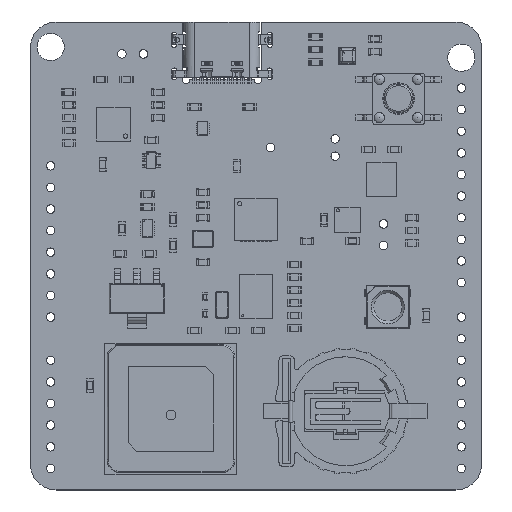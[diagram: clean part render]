
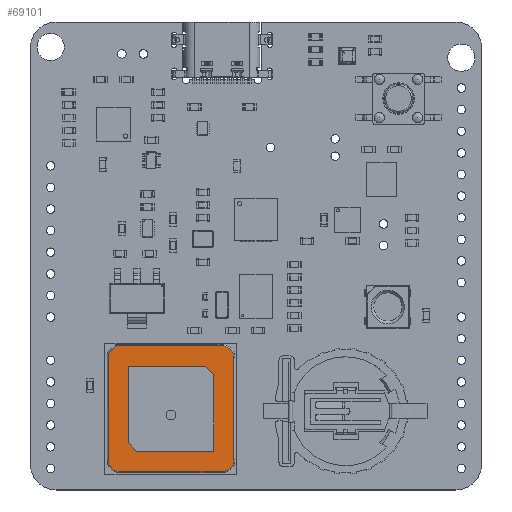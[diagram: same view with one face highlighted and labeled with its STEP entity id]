
A CAD part, top view. The second image highlights one B-rep face of the part: STEP entity #69101.
In plain terms, the highlighted face is planar.
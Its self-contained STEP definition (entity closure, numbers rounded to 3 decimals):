
#68813 = VERTEX_POINT('',#68814);
#68814 = CARTESIAN_POINT('',(-7.4,4.32,-6.));
#68821 = EDGE_CURVE('',#68813,#68822,#68824,.T.);
#68822 = VERTEX_POINT('',#68823);
#68823 = CARTESIAN_POINT('',(-6.,4.32,-7.4));
#68824 = ( BOUNDED_CURVE() B_SPLINE_CURVE(3,(#68825,#68826,#68827,#68828
),.UNSPECIFIED.,.F.,.F.) B_SPLINE_CURVE_WITH_KNOTS((4,4),(0.,1.),
.PIECEWISE_BEZIER_KNOTS.) CURVE() GEOMETRIC_REPRESENTATION_ITEM() 
RATIONAL_B_SPLINE_CURVE((1.,0.805,0.805,1.)) 
REPRESENTATION_ITEM('') );
#68825 = CARTESIAN_POINT('',(-7.4,4.32,-6.));
#68826 = CARTESIAN_POINT('',(-7.4,4.32,-6.82));
#68827 = CARTESIAN_POINT('',(-6.82,4.32,-7.4));
#68828 = CARTESIAN_POINT('',(-6.,4.32,-7.4));
#68857 = EDGE_CURVE('',#68858,#68813,#68860,.T.);
#68858 = VERTEX_POINT('',#68859);
#68859 = CARTESIAN_POINT('',(-7.4,4.32,6.));
#68860 = LINE('',#68861,#68862);
#68861 = CARTESIAN_POINT('',(-7.4,4.32,0.));
#68862 = VECTOR('',#68863,1.);
#68863 = DIRECTION('',(-0.,-0.,-1.));
#68884 = VERTEX_POINT('',#68885);
#68885 = CARTESIAN_POINT('',(-6.,4.32,7.4));
#68892 = EDGE_CURVE('',#68884,#68858,#68893,.T.);
#68893 = ( BOUNDED_CURVE() B_SPLINE_CURVE(3,(#68894,#68895,#68896,#68897
),.UNSPECIFIED.,.F.,.F.) B_SPLINE_CURVE_WITH_KNOTS((4,4),(0.,1.),
.PIECEWISE_BEZIER_KNOTS.) CURVE() GEOMETRIC_REPRESENTATION_ITEM() 
RATIONAL_B_SPLINE_CURVE((1.,0.805,0.805,1.)) 
REPRESENTATION_ITEM('') );
#68894 = CARTESIAN_POINT('',(-6.,4.32,7.4));
#68895 = CARTESIAN_POINT('',(-6.82,4.32,7.4));
#68896 = CARTESIAN_POINT('',(-7.4,4.32,6.82));
#68897 = CARTESIAN_POINT('',(-7.4,4.32,6.));
#68920 = EDGE_CURVE('',#68921,#68884,#68923,.T.);
#68921 = VERTEX_POINT('',#68922);
#68922 = CARTESIAN_POINT('',(6.,4.32,7.4));
#68923 = LINE('',#68924,#68925);
#68924 = CARTESIAN_POINT('',(0.,4.32,7.4));
#68925 = VECTOR('',#68926,1.);
#68926 = DIRECTION('',(-1.,-0.,-0.));
#68947 = VERTEX_POINT('',#68948);
#68948 = CARTESIAN_POINT('',(7.4,4.32,6.));
#68955 = EDGE_CURVE('',#68947,#68921,#68956,.T.);
#68956 = ( BOUNDED_CURVE() B_SPLINE_CURVE(3,(#68957,#68958,#68959,#68960
),.UNSPECIFIED.,.F.,.F.) B_SPLINE_CURVE_WITH_KNOTS((4,4),(0.,1.),
.PIECEWISE_BEZIER_KNOTS.) CURVE() GEOMETRIC_REPRESENTATION_ITEM() 
RATIONAL_B_SPLINE_CURVE((1.,0.805,0.805,1.)) 
REPRESENTATION_ITEM('') );
#68957 = CARTESIAN_POINT('',(7.4,4.32,6.));
#68958 = CARTESIAN_POINT('',(7.4,4.32,6.82));
#68959 = CARTESIAN_POINT('',(6.82,4.32,7.4));
#68960 = CARTESIAN_POINT('',(6.,4.32,7.4));
#69018 = EDGE_CURVE('',#69019,#68947,#69021,.T.);
#69019 = VERTEX_POINT('',#69020);
#69020 = CARTESIAN_POINT('',(7.4,4.32,-6.459));
#69021 = LINE('',#69022,#69023);
#69022 = CARTESIAN_POINT('',(7.4,4.32,0.));
#69023 = VECTOR('',#69024,1.);
#69024 = DIRECTION('',(-0.,-0.,1.));
#69045 = EDGE_CURVE('',#68822,#69046,#69048,.T.);
#69046 = VERTEX_POINT('',#69047);
#69047 = CARTESIAN_POINT('',(6.459,4.32,-7.4));
#69048 = LINE('',#69049,#69050);
#69049 = CARTESIAN_POINT('',(0.,4.32,-7.4));
#69050 = VECTOR('',#69051,1.);
#69051 = DIRECTION('',(1.,-0.,-0.));
#69101 = ADVANCED_FACE('',(#69102,#69152),#69167,.F.);
#69102 = FACE_BOUND('',#69103,.T.);
#69103 = EDGE_LOOP('',(#69104,#69114,#69122,#69130,#69138,#69146));
#69104 = ORIENTED_EDGE('',*,*,#69105,.F.);
#69105 = EDGE_CURVE('',#69106,#69108,#69110,.T.);
#69106 = VERTEX_POINT('',#69107);
#69107 = CARTESIAN_POINT('',(4.01,4.32,5.036));
#69108 = VERTEX_POINT('',#69109);
#69109 = CARTESIAN_POINT('',(5.01,4.32,4.036));
#69110 = LINE('',#69111,#69112);
#69111 = CARTESIAN_POINT('',(4.01,4.32,5.036));
#69112 = VECTOR('',#69113,1.);
#69113 = DIRECTION('',(0.707,0.,-0.707));
#69114 = ORIENTED_EDGE('',*,*,#69115,.F.);
#69115 = EDGE_CURVE('',#69116,#69106,#69118,.T.);
#69116 = VERTEX_POINT('',#69117);
#69117 = CARTESIAN_POINT('',(-5.01,4.32,5.036));
#69118 = LINE('',#69119,#69120);
#69119 = CARTESIAN_POINT('',(0.,4.32,5.036));
#69120 = VECTOR('',#69121,1.);
#69121 = DIRECTION('',(1.,0.,0.));
#69122 = ORIENTED_EDGE('',*,*,#69123,.F.);
#69123 = EDGE_CURVE('',#69124,#69116,#69126,.T.);
#69124 = VERTEX_POINT('',#69125);
#69125 = CARTESIAN_POINT('',(-5.01,4.32,-4.036));
#69126 = LINE('',#69127,#69128);
#69127 = CARTESIAN_POINT('',(-5.01,4.32,0.));
#69128 = VECTOR('',#69129,1.);
#69129 = DIRECTION('',(-0.,0.,1.));
#69130 = ORIENTED_EDGE('',*,*,#69131,.F.);
#69131 = EDGE_CURVE('',#69132,#69124,#69134,.T.);
#69132 = VERTEX_POINT('',#69133);
#69133 = CARTESIAN_POINT('',(-4.01,4.32,-5.036));
#69134 = LINE('',#69135,#69136);
#69135 = CARTESIAN_POINT('',(-4.01,4.32,-5.036));
#69136 = VECTOR('',#69137,1.);
#69137 = DIRECTION('',(-0.707,0.,0.707));
#69138 = ORIENTED_EDGE('',*,*,#69139,.F.);
#69139 = EDGE_CURVE('',#69140,#69132,#69142,.T.);
#69140 = VERTEX_POINT('',#69141);
#69141 = CARTESIAN_POINT('',(5.01,4.32,-5.036));
#69142 = LINE('',#69143,#69144);
#69143 = CARTESIAN_POINT('',(0.,4.32,-5.036));
#69144 = VECTOR('',#69145,1.);
#69145 = DIRECTION('',(-1.,-0.,-0.));
#69146 = ORIENTED_EDGE('',*,*,#69147,.F.);
#69147 = EDGE_CURVE('',#69108,#69140,#69148,.T.);
#69148 = LINE('',#69149,#69150);
#69149 = CARTESIAN_POINT('',(5.01,4.32,0.));
#69150 = VECTOR('',#69151,1.);
#69151 = DIRECTION('',(0.,-0.,-1.));
#69152 = FACE_BOUND('',#69153,.T.);
#69153 = EDGE_LOOP('',(#69154,#69160,#69161,#69162,#69163,#69164,#69165,
    #69166));
#69154 = ORIENTED_EDGE('',*,*,#69155,.F.);
#69155 = EDGE_CURVE('',#69046,#69019,#69156,.T.);
#69156 = LINE('',#69157,#69158);
#69157 = CARTESIAN_POINT('',(6.459,4.32,-7.4));
#69158 = VECTOR('',#69159,1.);
#69159 = DIRECTION('',(0.707,0.,0.707));
#69160 = ORIENTED_EDGE('',*,*,#69045,.F.);
#69161 = ORIENTED_EDGE('',*,*,#68821,.F.);
#69162 = ORIENTED_EDGE('',*,*,#68857,.F.);
#69163 = ORIENTED_EDGE('',*,*,#68892,.F.);
#69164 = ORIENTED_EDGE('',*,*,#68920,.F.);
#69165 = ORIENTED_EDGE('',*,*,#68955,.F.);
#69166 = ORIENTED_EDGE('',*,*,#69018,.F.);
#69167 = PLANE('',#69168);
#69168 = AXIS2_PLACEMENT_3D('',#69169,#69170,#69171);
#69169 = CARTESIAN_POINT('',(0.,4.32,0.));
#69170 = DIRECTION('',(0.,-1.,0.));
#69171 = DIRECTION('',(0.,-0.,-1.));
